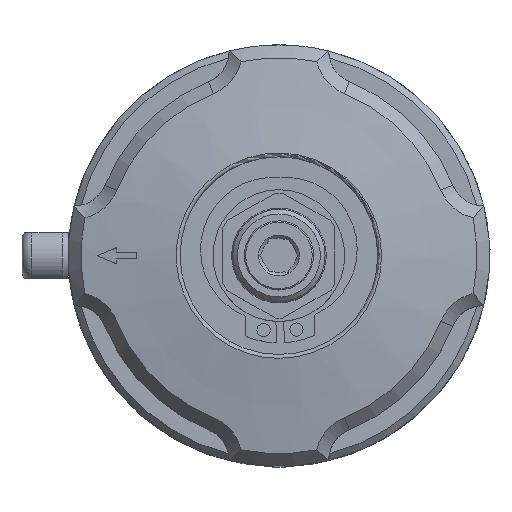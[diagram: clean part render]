
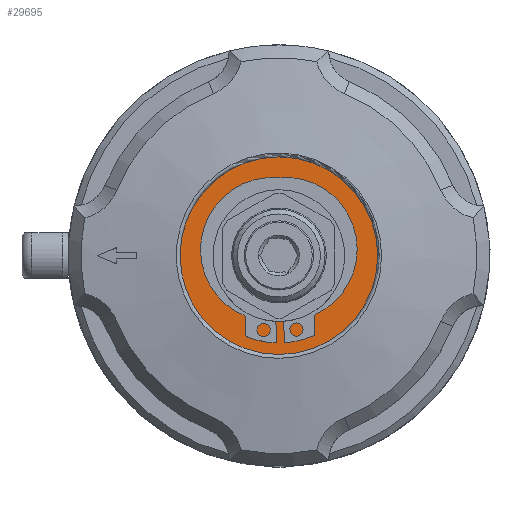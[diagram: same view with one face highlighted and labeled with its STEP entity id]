
A CAD part, top view. The second image highlights one B-rep face of the part: STEP entity #29695.
In plain terms, the highlighted planar face has unit normal (0, 0, 1).
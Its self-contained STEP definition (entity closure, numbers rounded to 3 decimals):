
#164=CIRCLE('',#30672,15.);
#222=CIRCLE('',#30798,10.);
#3331=PLANE('',#30797);
#8738=ORIENTED_EDGE('',*,*,#12046,.T.);
#8739=ORIENTED_EDGE('',*,*,#12211,.T.);
#12046=EDGE_CURVE('',#14299,#14299,#164,.T.);
#12211=EDGE_CURVE('',#14404,#14404,#222,.F.);
#14299=VERTEX_POINT('',#53634);
#14404=VERTEX_POINT('',#54433);
#17748=EDGE_LOOP('',(#8738));
#17749=EDGE_LOOP('',(#8739));
#19289=FACE_BOUND('',#17748,.T.);
#19290=FACE_BOUND('',#17749,.T.);
#29695=ADVANCED_FACE('',(#19289,#19290),#3331,.F.);
#30672=AXIS2_PLACEMENT_3D('',#53633,#33566,#33567);
#30797=AXIS2_PLACEMENT_3D('',#54431,#33866,#33867);
#30798=AXIS2_PLACEMENT_3D('',#54432,#33868,#33869);
#33566=DIRECTION('',(0.,0.,1.));
#33567=DIRECTION('',(0.,-1.,0.));
#33866=DIRECTION('',(0.,0.,-1.));
#33867=DIRECTION('',(-1.,0.,0.));
#33868=DIRECTION('',(0.,0.,1.));
#33869=DIRECTION('',(0.,-1.,0.));
#53633=CARTESIAN_POINT('',(0.,0.,-20.15));
#53634=CARTESIAN_POINT('',(0.,-15.,-20.15));
#54431=CARTESIAN_POINT('',(-10.025,0.,-20.15));
#54432=CARTESIAN_POINT('',(0.,0.,-20.15));
#54433=CARTESIAN_POINT('',(0.,-10.,-20.15));
